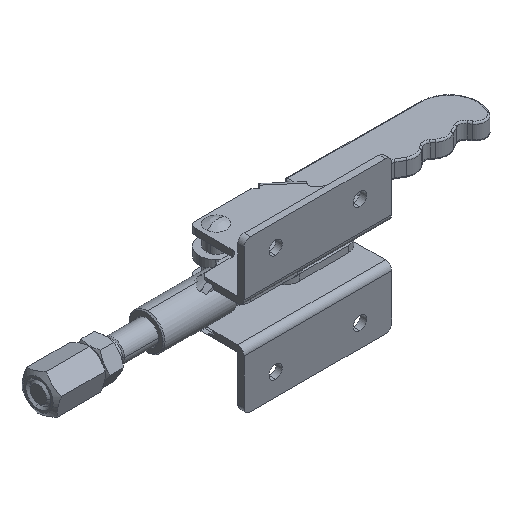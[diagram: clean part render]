
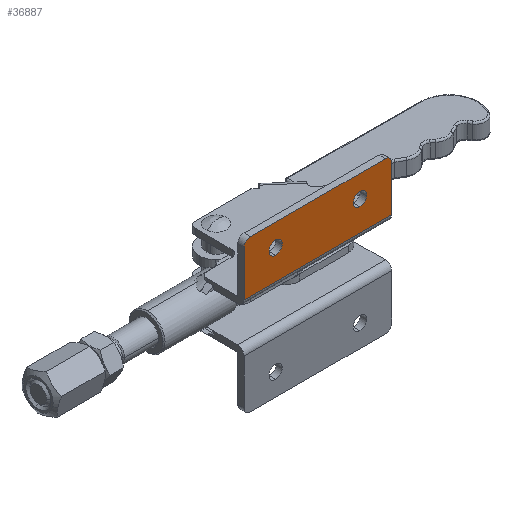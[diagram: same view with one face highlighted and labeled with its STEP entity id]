
A CAD part, isometric view. The second image highlights one B-rep face of the part: STEP entity #36887.
In plain terms, the highlighted planar face has unit normal (0, -1, 0).
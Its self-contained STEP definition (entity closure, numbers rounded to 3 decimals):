
#545 = EDGE_CURVE ( 'NONE', #26489, #26483, #31503, .T. ) ;
#547 = VERTEX_POINT ( 'NONE', #31499 ) ;
#549 = EDGE_CURVE ( 'NONE', #26491, #26416, #31455, .T. ) ;
#550 = EDGE_CURVE ( 'NONE', #568, #569, #31500, .T. ) ;
#554 = EDGE_CURVE ( 'NONE', #547, #568, #31501, .T. ) ;
#568 = VERTEX_POINT ( 'NONE', #31597 ) ;
#569 = VERTEX_POINT ( 'NONE', #31596 ) ;
#9357 = CARTESIAN_POINT ( 'NONE',  ( -55., -3., 13.85 ) ) ;
#9384 = DIRECTION ( 'NONE',  ( 0., 0., 1. ) ) ;
#9385 = DIRECTION ( 'NONE',  ( 0., 1., 0. ) ) ;
#9386 = CARTESIAN_POINT ( 'NONE',  ( -55., -3., 17. ) ) ;
#9387 = AXIS2_PLACEMENT_3D ( 'NONE', #9386, #9385, #9384 ) ;
#9388 = CIRCLE ( 'NONE', #9387, 3.15 ) ;
#9491 = DIRECTION ( 'NONE',  ( 0., 0., 1. ) ) ;
#9492 = DIRECTION ( 'NONE',  ( 0., 1., 0. ) ) ;
#9493 = CARTESIAN_POINT ( 'NONE',  ( -15., -3., 16.973 ) ) ;
#9494 = AXIS2_PLACEMENT_3D ( 'NONE', #9493, #9492, #9491 ) ;
#9503 = CIRCLE ( 'NONE', #9494, 3.15 ) ;
#9579 = CARTESIAN_POINT ( 'NONE',  ( -15., -3., 13.823 ) ) ;
#9590 = CARTESIAN_POINT ( 'NONE',  ( -55., -3., 20.15 ) ) ;
#9593 = CARTESIAN_POINT ( 'NONE',  ( -15., -3., 20.123 ) ) ;
#25194 = CIRCLE ( 'NONE', #25220, 3. ) ;
#25217 = DIRECTION ( 'NONE',  ( 0., 0., 1. ) ) ;
#25218 = DIRECTION ( 'NONE',  ( 0., -1., 0. ) ) ;
#25219 = CARTESIAN_POINT ( 'NONE',  ( -67., -3., 24.5 ) ) ;
#25220 = AXIS2_PLACEMENT_3D ( 'NONE', #25219, #25218, #25217 ) ;
#25243 = AXIS2_PLACEMENT_3D ( 'NONE', #25259, #25306, #25305 ) ;
#25244 = DIRECTION ( 'NONE',  ( 0., 0., 1. ) ) ;
#25245 = VECTOR ( 'NONE', #25244, 1000. ) ;
#25246 = CARTESIAN_POINT ( 'NONE',  ( 0., -3., 0. ) ) ;
#25247 = FACE_BOUND ( 'NONE', #36879, .T. ) ;
#25251 = CARTESIAN_POINT ( 'NONE',  ( -70., -3., 24.5 ) ) ;
#25252 = LINE ( 'NONE', #25246, #25245 ) ;
#25253 = PLANE ( 'NONE',  #25243 ) ;
#25255 = CARTESIAN_POINT ( 'NONE',  ( 0., -3., 3. ) ) ;
#25259 = CARTESIAN_POINT ( 'NONE',  ( -70., -3., 3. ) ) ;
#25267 = FACE_BOUND ( 'NONE', #36913, .T. ) ;
#25272 = FACE_OUTER_BOUND ( 'NONE', #36921, .T. ) ;
#25274 = CARTESIAN_POINT ( 'NONE',  ( 0., -3., 3. ) ) ;
#25275 = LINE ( 'NONE', #25274, #25334 ) ;
#25277 = DIRECTION ( 'NONE',  ( 0., 0., -1. ) ) ;
#25278 = VECTOR ( 'NONE', #25277, 1000. ) ;
#25279 = CARTESIAN_POINT ( 'NONE',  ( -70., -3., 24.5 ) ) ;
#25280 = LINE ( 'NONE', #25279, #25278 ) ;
#25281 = CARTESIAN_POINT ( 'NONE',  ( -70., -3., 3. ) ) ;
#25305 = DIRECTION ( 'NONE',  ( 0., 0., -1. ) ) ;
#25306 = DIRECTION ( 'NONE',  ( 0., -1., 0. ) ) ;
#25333 = DIRECTION ( 'NONE',  ( -1., 0., 0. ) ) ;
#25334 = VECTOR ( 'NONE', #25333, 1000. ) ;
#26416 = VERTEX_POINT ( 'NONE', #9357 ) ;
#26427 = EDGE_CURVE ( 'NONE', #26416, #26491, #9388, .T. ) ;
#26463 = EDGE_CURVE ( 'NONE', #26483, #26489, #9503, .T. ) ;
#26483 = VERTEX_POINT ( 'NONE', #9579 ) ;
#26489 = VERTEX_POINT ( 'NONE', #9593 ) ;
#26491 = VERTEX_POINT ( 'NONE', #9590 ) ;
#31455 = CIRCLE ( 'NONE', #31568, 3.15 ) ;
#31496 = DIRECTION ( 'NONE',  ( 0., 0., 1. ) ) ;
#31497 = DIRECTION ( 'NONE',  ( 0., 1., 0. ) ) ;
#31498 = CARTESIAN_POINT ( 'NONE',  ( -15., -3., 16.973 ) ) ;
#31499 = CARTESIAN_POINT ( 'NONE',  ( 0., -3., 24.5 ) ) ;
#31500 = LINE ( 'NONE', #31507, #31563 ) ;
#31501 = CIRCLE ( 'NONE', #31570, 3. ) ;
#31503 = CIRCLE ( 'NONE', #31505, 3.15 ) ;
#31505 = AXIS2_PLACEMENT_3D ( 'NONE', #31498, #31497, #31496 ) ;
#31506 = DIRECTION ( 'NONE',  ( -1., 0., 0. ) ) ;
#31507 = CARTESIAN_POINT ( 'NONE',  ( -70., -3., 27.5 ) ) ;
#31561 = DIRECTION ( 'NONE',  ( 0., -1., 0. ) ) ;
#31563 = VECTOR ( 'NONE', #31506, 1000. ) ;
#31564 = CARTESIAN_POINT ( 'NONE',  ( -3., -3., 24.5 ) ) ;
#31565 = DIRECTION ( 'NONE',  ( 0., 0., 1. ) ) ;
#31566 = DIRECTION ( 'NONE',  ( 0., 1., 0. ) ) ;
#31567 = CARTESIAN_POINT ( 'NONE',  ( -55., -3., 17. ) ) ;
#31568 = AXIS2_PLACEMENT_3D ( 'NONE', #31567, #31566, #31565 ) ;
#31570 = AXIS2_PLACEMENT_3D ( 'NONE', #31564, #31561, #31571 ) ;
#31571 = DIRECTION ( 'NONE',  ( 0., 0., 1. ) ) ;
#31596 = CARTESIAN_POINT ( 'NONE',  ( -67., -3., 27.5 ) ) ;
#31597 = CARTESIAN_POINT ( 'NONE',  ( -3., -3., 27.5 ) ) ;
#36857 = EDGE_CURVE ( 'NONE', #569, #36891, #25194, .T. ) ;
#36863 = ORIENTED_EDGE ( 'NONE', *, *, #36886, .T. ) ;
#36879 = EDGE_LOOP ( 'NONE', ( #36919, #36954 ) ) ;
#36886 = EDGE_CURVE ( 'NONE', #36888, #547, #25252, .T. ) ;
#36887 = ADVANCED_FACE ( 'NONE', ( #25272, #25267, #25247 ), #25253, .T. ) ;
#36888 = VERTEX_POINT ( 'NONE', #25255 ) ;
#36891 = VERTEX_POINT ( 'NONE', #25251 ) ;
#36901 = ORIENTED_EDGE ( 'NONE', *, *, #554, .T. ) ;
#36912 = ORIENTED_EDGE ( 'NONE', *, *, #549, .T. ) ;
#36913 = EDGE_LOOP ( 'NONE', ( #36912, #36918 ) ) ;
#36918 = ORIENTED_EDGE ( 'NONE', *, *, #26427, .T. ) ;
#36919 = ORIENTED_EDGE ( 'NONE', *, *, #545, .T. ) ;
#36920 = EDGE_CURVE ( 'NONE', #36891, #36923, #25280, .T. ) ;
#36921 = EDGE_LOOP ( 'NONE', ( #36863, #36901, #36931, #36922, #36927, #36933 ) ) ;
#36922 = ORIENTED_EDGE ( 'NONE', *, *, #36857, .T. ) ;
#36923 = VERTEX_POINT ( 'NONE', #25281 ) ;
#36924 = EDGE_CURVE ( 'NONE', #36888, #36923, #25275, .T. ) ;
#36927 = ORIENTED_EDGE ( 'NONE', *, *, #36920, .T. ) ;
#36931 = ORIENTED_EDGE ( 'NONE', *, *, #550, .T. ) ;
#36933 = ORIENTED_EDGE ( 'NONE', *, *, #36924, .F. ) ;
#36954 = ORIENTED_EDGE ( 'NONE', *, *, #26463, .T. ) ;
